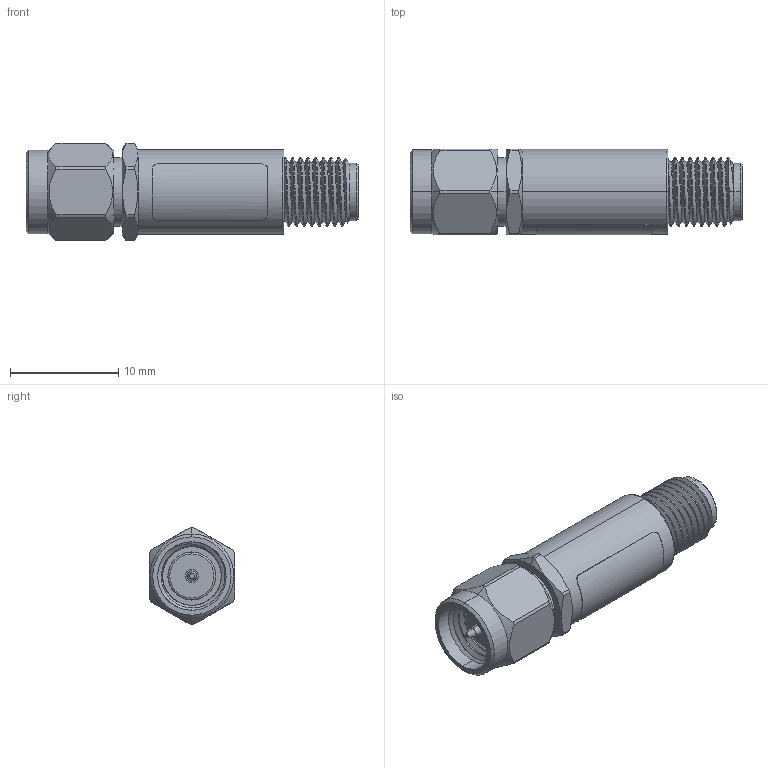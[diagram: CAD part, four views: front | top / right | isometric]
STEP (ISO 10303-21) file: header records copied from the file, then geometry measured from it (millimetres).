
FILE_DESCRIPTION (( 'STEP AP203' ), '1' );
FILE_NAME ('PE8024 FMMT10024.step', '2018-09-13T18:16:01', ( '' ), ( '' ), 'SwSTEP 2.0', 'SolidWorks 2017', '' );
FILE_SCHEMA (( 'CONFIG_CONTROL_DESIGN' ));
Length unit declared in the file: inch
Products named in the file (1): PE8024 FMMT10024
Bounding box: 30.73 x 7.96 x 8.99 mm (x, y, z)
Volume: 1223 mm3; surface area: 1219 mm2
Topology: 1 solids, 1 shells, 130 faces, 325 edges, 208 vertices
Faces by surface type: cylinder 65, plane 25, cone 21, bspline 15, torus 4
Entity records: 7051 total; most frequent: CARTESIAN_POINT 4150, ORIENTED_EDGE 650, DIRECTION 527, EDGE_CURVE 325, AXIS2_PLACEMENT_3D 216, VERTEX_POINT 208, EDGE_LOOP 141, FACE_OUTER_BOUND 130
